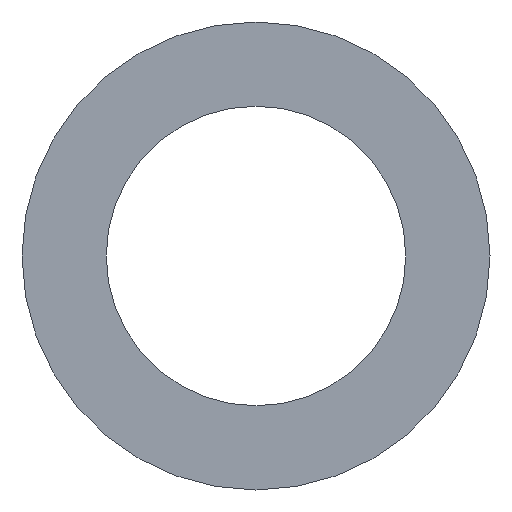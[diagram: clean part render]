
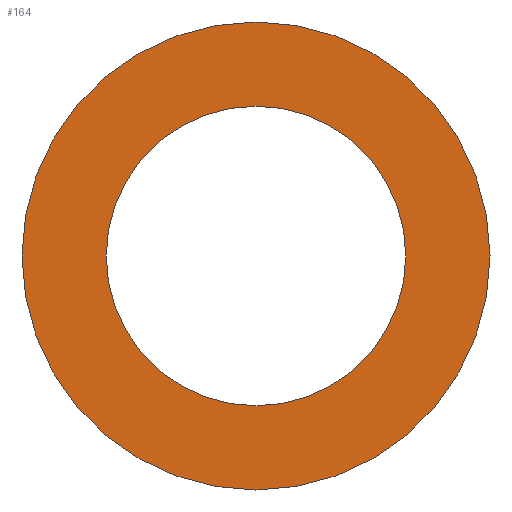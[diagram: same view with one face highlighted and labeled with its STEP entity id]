
A CAD part, left-side view. The second image highlights one B-rep face of the part: STEP entity #164.
In plain terms, the highlighted planar face has unit normal (-1, 0, 0).
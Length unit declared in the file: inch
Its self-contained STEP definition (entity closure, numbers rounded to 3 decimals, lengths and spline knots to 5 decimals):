
#2 = DIRECTION ( 'NONE',  ( 1., 0., 0. ) ) ;
#3 = DIRECTION ( 'NONE',  ( 0., 0., -1. ) ) ;
#4 = CARTESIAN_POINT ( 'NONE',  ( 0., 0., 0. ) ) ;
#19 = VERTEX_POINT ( 'NONE', #231 ) ;
#23 = EDGE_CURVE ( 'NONE', #95, #100, #159, .T. ) ;
#26 = CIRCLE ( 'NONE', #171, 0.5 ) ;
#30 = DIRECTION ( 'NONE',  ( 0., 0., -1. ) ) ;
#35 = ORIENTED_EDGE ( 'NONE', *, *, #44, .T. ) ;
#43 = CARTESIAN_POINT ( 'NONE',  ( 0., 0., 0. ) ) ;
#44 = EDGE_CURVE ( 'NONE', #151, #19, #26, .T. ) ;
#45 = FACE_BOUND ( 'NONE', #154, .T. ) ;
#58 = AXIS2_PLACEMENT_3D ( 'NONE', #121, #63, #82 ) ;
#61 = FACE_OUTER_BOUND ( 'NONE', #117, .T. ) ;
#63 = DIRECTION ( 'NONE',  ( 1., 0., 0. ) ) ;
#66 = CIRCLE ( 'NONE', #58, 0.78125 ) ;
#80 = CIRCLE ( 'NONE', #251, 0.5 ) ;
#82 = DIRECTION ( 'NONE',  ( 0., 0., -1. ) ) ;
#95 = VERTEX_POINT ( 'NONE', #155 ) ;
#96 = ORIENTED_EDGE ( 'NONE', *, *, #137, .F. ) ;
#100 = VERTEX_POINT ( 'NONE', #252 ) ;
#103 = DIRECTION ( 'NONE',  ( 0., 0., -1. ) ) ;
#117 = EDGE_LOOP ( 'NONE', ( #225, #96 ) ) ;
#121 = CARTESIAN_POINT ( 'NONE',  ( 0., 0., 0. ) ) ;
#122 = EDGE_CURVE ( 'NONE', #19, #151, #80, .T. ) ;
#137 = EDGE_CURVE ( 'NONE', #100, #95, #66, .T. ) ;
#145 = DIRECTION ( 'NONE',  ( 1., 0., 0. ) ) ;
#151 = VERTEX_POINT ( 'NONE', #217 ) ;
#153 = AXIS2_PLACEMENT_3D ( 'NONE', #242, #145, #30 ) ;
#154 = EDGE_LOOP ( 'NONE', ( #35, #245 ) ) ;
#155 = CARTESIAN_POINT ( 'NONE',  ( 0., 0., 0.78125 ) ) ;
#157 = CARTESIAN_POINT ( 'NONE',  ( 0., 0., 0. ) ) ;
#159 = CIRCLE ( 'NONE', #192, 0.78125 ) ;
#164 = ADVANCED_FACE ( 'NONE', ( #61, #45 ), #196, .F. ) ;
#171 = AXIS2_PLACEMENT_3D ( 'NONE', #43, #193, #3 ) ;
#192 = AXIS2_PLACEMENT_3D ( 'NONE', #4, #2, #103 ) ;
#193 = DIRECTION ( 'NONE',  ( 1., 0., 0. ) ) ;
#195 = DIRECTION ( 'NONE',  ( 1., 0., 0. ) ) ;
#196 = PLANE ( 'NONE',  #153 ) ;
#217 = CARTESIAN_POINT ( 'NONE',  ( 0., 0., 0.5 ) ) ;
#225 = ORIENTED_EDGE ( 'NONE', *, *, #23, .F. ) ;
#231 = CARTESIAN_POINT ( 'NONE',  ( 0., 0., -0.5 ) ) ;
#232 = DIRECTION ( 'NONE',  ( 0., 0., -1. ) ) ;
#242 = CARTESIAN_POINT ( 'NONE',  ( 0., 0., 0. ) ) ;
#245 = ORIENTED_EDGE ( 'NONE', *, *, #122, .T. ) ;
#251 = AXIS2_PLACEMENT_3D ( 'NONE', #157, #195, #232 ) ;
#252 = CARTESIAN_POINT ( 'NONE',  ( 0., 0., -0.78125 ) ) ;
